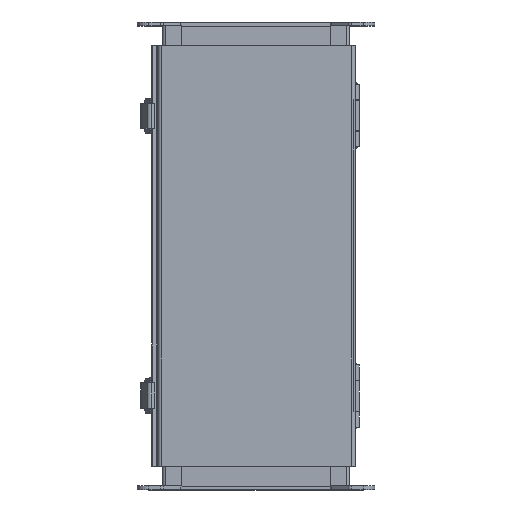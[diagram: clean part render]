
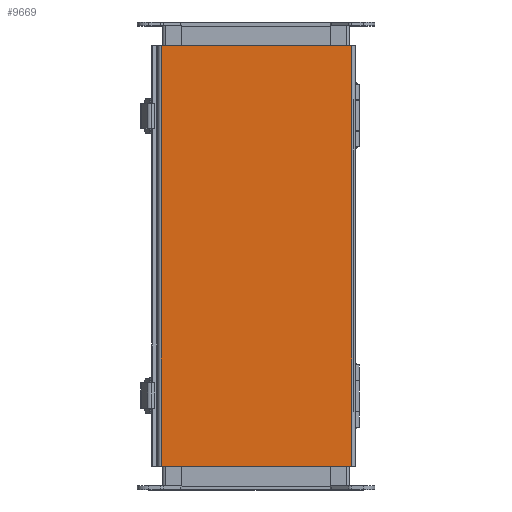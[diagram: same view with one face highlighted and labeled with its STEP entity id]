
A CAD part, top view. The second image highlights one B-rep face of the part: STEP entity #9669.
In plain terms, the highlighted planar face has unit normal (0, 0, 1).
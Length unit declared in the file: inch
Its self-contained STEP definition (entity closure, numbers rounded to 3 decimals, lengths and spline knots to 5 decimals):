
#713 = AXIS2_PLACEMENT_3D ( 'NONE', #1669, #5735, #9830 ) ;
#737 = FACE_OUTER_BOUND ( 'NONE', #10899, .T. ) ;
#784 = VECTOR ( 'NONE', #7845, 39.37008 ) ;
#1114 = VERTEX_POINT ( 'NONE', #4078 ) ;
#1295 = LINE ( 'NONE', #8391, #8445 ) ;
#1669 = CARTESIAN_POINT ( 'NONE',  ( -3.0715, 14.125, 6.172 ) ) ;
#1741 = LINE ( 'NONE', #9781, #784 ) ;
#3148 = CARTESIAN_POINT ( 'NONE',  ( 3.0785, 14.125, 6.172 ) ) ;
#3169 = ORIENTED_EDGE ( 'NONE', *, *, #9160, .F. ) ;
#4036 = CARTESIAN_POINT ( 'NONE',  ( 3.0785, 0.625, 6.172 ) ) ;
#4078 = CARTESIAN_POINT ( 'NONE',  ( 3.0785, 14.125, 6.172 ) ) ;
#4906 = DIRECTION ( 'NONE',  ( 0., 1., 0. ) ) ;
#5092 = VERTEX_POINT ( 'NONE', #6771 ) ;
#5246 = DIRECTION ( 'NONE',  ( 1., 0., 0. ) ) ;
#5281 = ORIENTED_EDGE ( 'NONE', *, *, #8929, .T. ) ;
#5735 = DIRECTION ( 'NONE',  ( 0., 0., 1. ) ) ;
#5783 = CARTESIAN_POINT ( 'NONE',  ( -3.0355, 0.625, 6.172 ) ) ;
#6095 = DIRECTION ( 'NONE',  ( 0., 1., 0. ) ) ;
#6473 = VECTOR ( 'NONE', #4906, 39.37008 ) ;
#6771 = CARTESIAN_POINT ( 'NONE',  ( -3.0355, 14.125, 6.172 ) ) ;
#6906 = LINE ( 'NONE', #10991, #6473 ) ;
#7845 = DIRECTION ( 'NONE',  ( -1., 0., 0. ) ) ;
#8391 = CARTESIAN_POINT ( 'NONE',  ( 3.1145, 14.125, 6.172 ) ) ;
#8445 = VECTOR ( 'NONE', #5246, 39.37008 ) ;
#8814 = ORIENTED_EDGE ( 'NONE', *, *, #10621, .F. ) ;
#8827 = ORIENTED_EDGE ( 'NONE', *, *, #12754, .F. ) ;
#8883 = VERTEX_POINT ( 'NONE', #4036 ) ;
#8929 = EDGE_CURVE ( 'NONE', #8883, #1114, #9185, .T. ) ;
#9160 = EDGE_CURVE ( 'NONE', #8883, #11165, #1741, .T. ) ;
#9185 = LINE ( 'NONE', #3148, #9752 ) ;
#9669 = ADVANCED_FACE ( 'NONE', ( #737 ), #12986, .T. ) ;
#9752 = VECTOR ( 'NONE', #6095, 39.37008 ) ;
#9781 = CARTESIAN_POINT ( 'NONE',  ( 3.0785, 0.625, 6.172 ) ) ;
#9830 = DIRECTION ( 'NONE',  ( -1., 0., 0. ) ) ;
#10621 = EDGE_CURVE ( 'NONE', #5092, #1114, #1295, .T. ) ;
#10899 = EDGE_LOOP ( 'NONE', ( #8814, #8827, #3169, #5281 ) ) ;
#10991 = CARTESIAN_POINT ( 'NONE',  ( -3.0355, 14.125, 6.172 ) ) ;
#11165 = VERTEX_POINT ( 'NONE', #5783 ) ;
#12754 = EDGE_CURVE ( 'NONE', #11165, #5092, #6906, .T. ) ;
#12986 = PLANE ( 'NONE',  #713 ) ;
